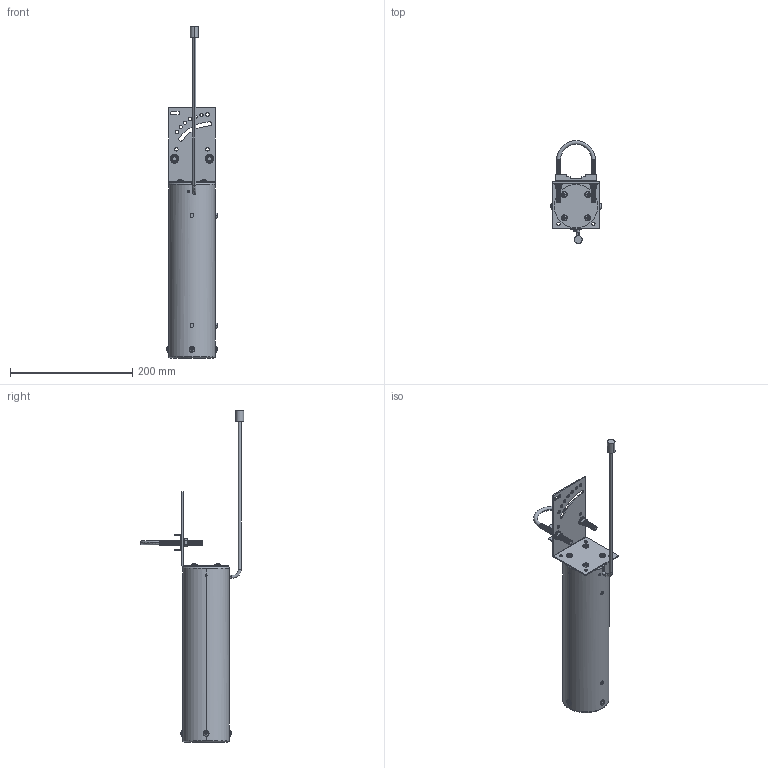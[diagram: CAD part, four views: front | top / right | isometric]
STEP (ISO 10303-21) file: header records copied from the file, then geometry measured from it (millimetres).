
FILE_DESCRIPTION (( 'STEP AP214' ), '1' );
FILE_NAME ('FM51YA1002_3D.step', '2022-12-30T21:34:49', ( '' ), ( '' ), 'SwSTEP 2.0', 'SolidWorks 2022', '' );
FILE_SCHEMA (( 'AUTOMOTIVE_DESIGN' ));
Length unit declared in the file: inch
Products named in the file (15): FM51YA1002_3D; HG2414PEV-MA20; XRA-0002; F110; HG2409Y-MA1; HG2409Y-MA3; XFS-0016; F159; HG2412Y-MA1; F381-01; F160; SP61954-MA1; HG2412Y-MA2; HG2414PEV-MA18; F152
Assembly tree (24 placements, depth 2):
  FM51YA1002_3D
    F381-01
    F160
    F159
    F110
    SP61954-MA1
    HG2414PEV-MA18  x2
    F152
    XFS-0016  x4
    HG2414PEV-MA20  x2
    XRA-0002  x2
    HG2412Y-MA1
    HG2412Y-MA2
    HG2409Y-MA1  x4
    HG2409Y-MA3  x2
Bounding box: 82.77 x 168.91 x 543.05 mm (x, y, z)
Volume: 103601.6 mm3; surface area: 220546.8 mm2
Topology: 24 solids, 26 shells, 1946 faces, 4256 edges, 2374 vertices
Faces by surface type: cone 1065, cylinder 472, plane 331, torus 78
Entity records: 44357 total; most frequent: CARTESIAN_POINT 9576, DIRECTION 7316, ORIENTED_EDGE 6378, EDGE_CURVE 3192, AXIS2_PLACEMENT_3D 2847, VERTEX_POINT 1780, VECTOR 1622, LINE 1622
